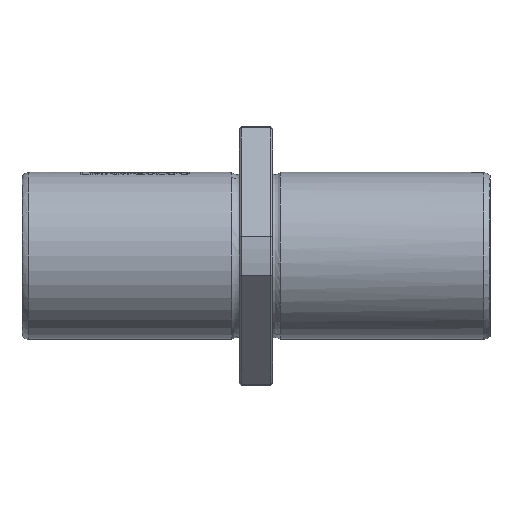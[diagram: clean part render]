
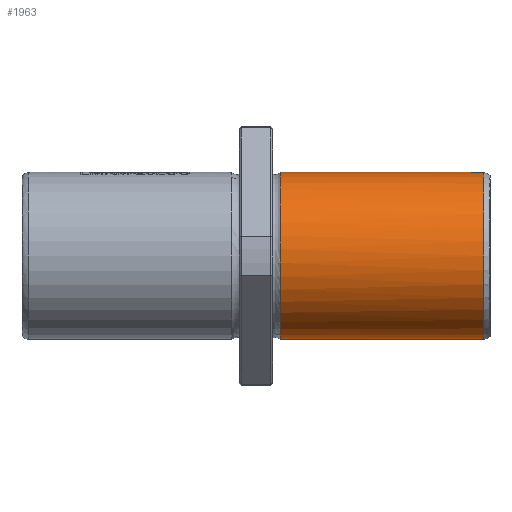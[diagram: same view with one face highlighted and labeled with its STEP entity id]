
A CAD part, front view. The second image highlights one B-rep face of the part: STEP entity #1963.
In plain terms, the highlighted cylindrical face has radius 20 mm (diameter 40 mm), a full revolution.
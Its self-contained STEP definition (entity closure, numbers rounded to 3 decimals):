
#1443=CIRCLE('',#7932,20.);
#1510=CYLINDRICAL_SURFACE('',#7933,20.);
#1963=ADVANCED_FACE('',(#2678,#2679),#1510,.T.);
#2678=FACE_BOUND('',#2804,.T.);
#2679=FACE_BOUND('',#2805,.T.);
#2804=EDGE_LOOP('',(#3396));
#2805=EDGE_LOOP('',(#3397,#3398));
#3396=ORIENTED_EDGE('',*,*,#6323,.T.);
#3397=ORIENTED_EDGE('',*,*,#6324,.F.);
#3398=ORIENTED_EDGE('',*,*,#6325,.F.);
#5550=VERTEX_POINT('',#10377);
#5551=VERTEX_POINT('',#10388);
#5552=VERTEX_POINT('',#10389);
#6323=EDGE_CURVE('',#5550,#5550,#1443,.T.);
#6324=EDGE_CURVE('',#5551,#5552,#7434,.T.);
#6325=EDGE_CURVE('',#5552,#5551,#7435,.T.);
#7434=B_SPLINE_CURVE_WITH_KNOTS('',3,(#10378,#10379,#10380,#10381,#10382,
#10383,#10384,#10385,#10386,#10387),.UNSPECIFIED.,.F.,.F.,(4,2,2,2,4),(0.,
0.25,0.5,0.75,1.),.UNSPECIFIED.);
#7435=B_SPLINE_CURVE_WITH_KNOTS('',3,(#10390,#10391,#10392,#10393,#10394,
#10395,#10396,#10397,#10398,#10399),.UNSPECIFIED.,.F.,.F.,(4,2,2,2,4),(0.,
0.25,0.5,0.75,1.),.UNSPECIFIED.);
#7932=AXIS2_PLACEMENT_3D('',#10376,#8388,#8389);
#7933=AXIS2_PLACEMENT_3D('',#10400,#8390,#8391);
#8388=DIRECTION('',(-1.,0.,0.));
#8389=DIRECTION('',(0.,0.,1.));
#8390=DIRECTION('',(1.,0.,0.));
#8391=DIRECTION('',(0.,0.,-1.));
#10376=CARTESIAN_POINT('',(58.502,0.,0.));
#10377=CARTESIAN_POINT('',(58.502,0.,20.));
#10378=CARTESIAN_POINT('',(9.823,0.,20.));
#10379=CARTESIAN_POINT('',(9.823,5.236,20.));
#10380=CARTESIAN_POINT('',(9.823,10.44,17.845));
#10381=CARTESIAN_POINT('',(9.823,17.845,10.44));
#10382=CARTESIAN_POINT('',(9.823,20.,5.236));
#10383=CARTESIAN_POINT('',(9.823,20.,-5.236));
#10384=CARTESIAN_POINT('',(9.823,17.845,-10.44));
#10385=CARTESIAN_POINT('',(9.823,10.44,-17.845));
#10386=CARTESIAN_POINT('',(9.823,5.236,-20.));
#10387=CARTESIAN_POINT('',(9.823,0.,-20.));
#10388=CARTESIAN_POINT('',(9.823,0.,20.));
#10389=CARTESIAN_POINT('',(9.823,0.,-20.));
#10390=CARTESIAN_POINT('',(9.823,0.,-20.));
#10391=CARTESIAN_POINT('',(9.823,-5.236,-20.));
#10392=CARTESIAN_POINT('',(9.823,-10.44,-17.845));
#10393=CARTESIAN_POINT('',(9.823,-17.845,-10.44));
#10394=CARTESIAN_POINT('',(9.823,-20.,-5.236));
#10395=CARTESIAN_POINT('',(9.823,-20.,5.236));
#10396=CARTESIAN_POINT('',(9.823,-17.845,10.44));
#10397=CARTESIAN_POINT('',(9.823,-10.44,17.845));
#10398=CARTESIAN_POINT('',(9.823,-5.236,20.));
#10399=CARTESIAN_POINT('',(9.823,0.,20.));
#10400=CARTESIAN_POINT('',(9.823,0.,0.));
